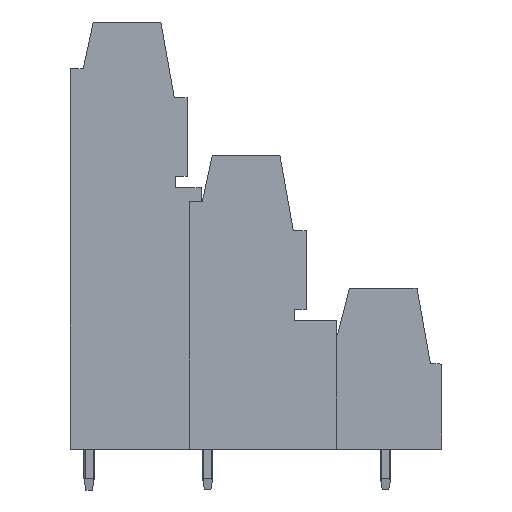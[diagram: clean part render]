
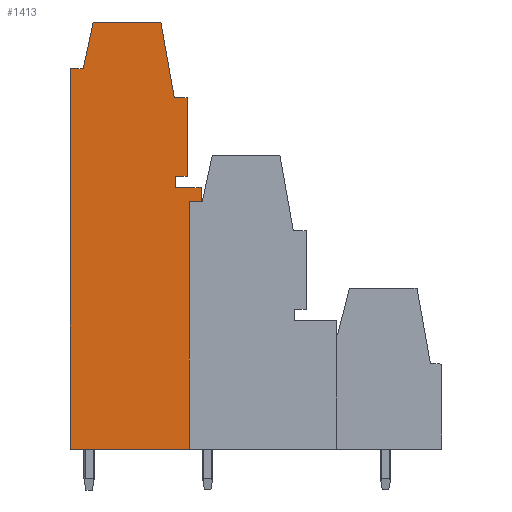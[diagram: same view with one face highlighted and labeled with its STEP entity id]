
A CAD part, left-side view. The second image highlights one B-rep face of the part: STEP entity #1413.
In plain terms, the highlighted planar face has unit normal (-1, 0, 0).
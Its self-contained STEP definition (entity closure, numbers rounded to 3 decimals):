
#1216=AXIS2_PLACEMENT_3D('Plane Axis2P3D',#1213,#1214,#1215) ;
#1101=CARTESIAN_POINT('Vertex',(2.54,20.6,24.7)) ;
#1104=CARTESIAN_POINT('Line Origine',(2.54,21.1,24.7)) ;
#1108=CARTESIAN_POINT('Vertex',(2.54,21.6,24.7)) ;
#1134=CARTESIAN_POINT('Vertex',(2.54,21.6,3.5)) ;
#1137=CARTESIAN_POINT('Line Origine',(2.54,26.7,3.5)) ;
#1141=CARTESIAN_POINT('Vertex',(2.54,31.8,3.5)) ;
#1213=CARTESIAN_POINT('Axis2P3D Location',(2.54,35.177,3.5)) ;
#1317=CARTESIAN_POINT('Line Origine',(2.54,20.6,25.3)) ;
#1321=CARTESIAN_POINT('Vertex',(2.54,20.6,25.9)) ;
#1324=CARTESIAN_POINT('Line Origine',(2.54,21.7,25.9)) ;
#1328=CARTESIAN_POINT('Vertex',(2.54,22.8,25.9)) ;
#1331=CARTESIAN_POINT('Line Origine',(2.54,22.8,26.4)) ;
#1335=CARTESIAN_POINT('Vertex',(2.54,22.8,26.9)) ;
#1338=CARTESIAN_POINT('Line Origine',(2.54,22.3,26.9)) ;
#1342=CARTESIAN_POINT('Vertex',(2.54,21.8,26.9)) ;
#1345=CARTESIAN_POINT('Line Origine',(2.54,21.8,30.25)) ;
#1349=CARTESIAN_POINT('Vertex',(2.54,21.8,33.6)) ;
#1352=CARTESIAN_POINT('Line Origine',(2.54,22.352,33.6)) ;
#1356=CARTESIAN_POINT('Vertex',(2.54,22.904,33.6)) ;
#1359=CARTESIAN_POINT('Line Origine',(2.54,23.477,36.85)) ;
#1363=CARTESIAN_POINT('Vertex',(2.54,24.05,40.1)) ;
#1366=CARTESIAN_POINT('Line Origine',(2.54,26.95,40.1)) ;
#1370=CARTESIAN_POINT('Vertex',(2.54,29.85,40.1)) ;
#1373=CARTESIAN_POINT('Line Origine',(2.54,30.275,38.1)) ;
#1377=CARTESIAN_POINT('Vertex',(2.54,30.7,36.1)) ;
#1380=CARTESIAN_POINT('Line Origine',(2.54,31.25,36.1)) ;
#1384=CARTESIAN_POINT('Vertex',(2.54,31.8,36.1)) ;
#1387=CARTESIAN_POINT('Line Origine',(2.54,31.8,19.8)) ;
#1392=CARTESIAN_POINT('Line Origine',(2.54,21.6,14.1)) ;
#1105=DIRECTION('Vector Direction',(0.,1.,0.)) ;
#1138=DIRECTION('Vector Direction',(0.,-1.,0.)) ;
#1214=DIRECTION('Axis2P3D Direction',(-1.,0.,0.)) ;
#1215=DIRECTION('Axis2P3D XDirection',(0.,-1.,0.)) ;
#1318=DIRECTION('Vector Direction',(0.,0.,1.)) ;
#1325=DIRECTION('Vector Direction',(0.,1.,0.)) ;
#1332=DIRECTION('Vector Direction',(0.,0.,-1.)) ;
#1339=DIRECTION('Vector Direction',(0.,1.,0.)) ;
#1346=DIRECTION('Vector Direction',(0.,0.,-1.)) ;
#1353=DIRECTION('Vector Direction',(0.,-1.,0.)) ;
#1360=DIRECTION('Vector Direction',(0.,-0.174,-0.985)) ;
#1367=DIRECTION('Vector Direction',(0.,-1.,0.)) ;
#1374=DIRECTION('Vector Direction',(0.,-0.208,0.978)) ;
#1381=DIRECTION('Vector Direction',(0.,-1.,0.)) ;
#1388=DIRECTION('Vector Direction',(0.,0.,1.)) ;
#1393=DIRECTION('Vector Direction',(0.,0.,1.)) ;
#1106=VECTOR('Line Direction',#1105,1.) ;
#1139=VECTOR('Line Direction',#1138,1.) ;
#1319=VECTOR('Line Direction',#1318,1.) ;
#1326=VECTOR('Line Direction',#1325,1.) ;
#1333=VECTOR('Line Direction',#1332,1.) ;
#1340=VECTOR('Line Direction',#1339,1.) ;
#1347=VECTOR('Line Direction',#1346,1.) ;
#1354=VECTOR('Line Direction',#1353,1.) ;
#1361=VECTOR('Line Direction',#1360,1.) ;
#1368=VECTOR('Line Direction',#1367,1.) ;
#1375=VECTOR('Line Direction',#1374,1.) ;
#1382=VECTOR('Line Direction',#1381,1.) ;
#1389=VECTOR('Line Direction',#1388,1.) ;
#1394=VECTOR('Line Direction',#1393,1.) ;
#1398=ORIENTED_EDGE('',*,*,#1323,.T.) ;
#1399=ORIENTED_EDGE('',*,*,#1330,.T.) ;
#1400=ORIENTED_EDGE('',*,*,#1337,.F.) ;
#1401=ORIENTED_EDGE('',*,*,#1344,.F.) ;
#1402=ORIENTED_EDGE('',*,*,#1351,.F.) ;
#1403=ORIENTED_EDGE('',*,*,#1358,.F.) ;
#1404=ORIENTED_EDGE('',*,*,#1365,.F.) ;
#1405=ORIENTED_EDGE('',*,*,#1372,.F.) ;
#1406=ORIENTED_EDGE('',*,*,#1379,.F.) ;
#1407=ORIENTED_EDGE('',*,*,#1386,.F.) ;
#1408=ORIENTED_EDGE('',*,*,#1391,.F.) ;
#1409=ORIENTED_EDGE('',*,*,#1143,.T.) ;
#1410=ORIENTED_EDGE('',*,*,#1396,.T.) ;
#1411=ORIENTED_EDGE('',*,*,#1110,.F.) ;
#1413=ADVANCED_FACE('HOUSING',(#1412),#1217,.T.) ;
#1110=EDGE_CURVE('',#1102,#1109,#1107,.T.) ;
#1143=EDGE_CURVE('',#1142,#1135,#1140,.T.) ;
#1323=EDGE_CURVE('',#1102,#1322,#1320,.T.) ;
#1330=EDGE_CURVE('',#1322,#1329,#1327,.T.) ;
#1337=EDGE_CURVE('',#1336,#1329,#1334,.T.) ;
#1344=EDGE_CURVE('',#1343,#1336,#1341,.T.) ;
#1351=EDGE_CURVE('',#1350,#1343,#1348,.T.) ;
#1358=EDGE_CURVE('',#1357,#1350,#1355,.T.) ;
#1365=EDGE_CURVE('',#1364,#1357,#1362,.T.) ;
#1372=EDGE_CURVE('',#1371,#1364,#1369,.T.) ;
#1379=EDGE_CURVE('',#1378,#1371,#1376,.T.) ;
#1386=EDGE_CURVE('',#1385,#1378,#1383,.T.) ;
#1391=EDGE_CURVE('',#1142,#1385,#1390,.T.) ;
#1396=EDGE_CURVE('',#1135,#1109,#1395,.T.) ;
#1397=EDGE_LOOP('',(#1398,#1399,#1400,#1401,#1402,#1403,#1404,#1405,#1406,#1407,#1408,#1409,#1410,#1411)) ;
#1412=FACE_OUTER_BOUND('',#1397,.T.) ;
#1107=LINE('Line',#1104,#1106) ;
#1140=LINE('Line',#1137,#1139) ;
#1320=LINE('Line',#1317,#1319) ;
#1327=LINE('Line',#1324,#1326) ;
#1334=LINE('Line',#1331,#1333) ;
#1341=LINE('Line',#1338,#1340) ;
#1348=LINE('Line',#1345,#1347) ;
#1355=LINE('Line',#1352,#1354) ;
#1362=LINE('Line',#1359,#1361) ;
#1369=LINE('Line',#1366,#1368) ;
#1376=LINE('Line',#1373,#1375) ;
#1383=LINE('Line',#1380,#1382) ;
#1390=LINE('Line',#1387,#1389) ;
#1395=LINE('Line',#1392,#1394) ;
#1217=PLANE('',#1216) ;
#1102=VERTEX_POINT('',#1101) ;
#1109=VERTEX_POINT('',#1108) ;
#1135=VERTEX_POINT('',#1134) ;
#1142=VERTEX_POINT('',#1141) ;
#1322=VERTEX_POINT('',#1321) ;
#1329=VERTEX_POINT('',#1328) ;
#1336=VERTEX_POINT('',#1335) ;
#1343=VERTEX_POINT('',#1342) ;
#1350=VERTEX_POINT('',#1349) ;
#1357=VERTEX_POINT('',#1356) ;
#1364=VERTEX_POINT('',#1363) ;
#1371=VERTEX_POINT('',#1370) ;
#1378=VERTEX_POINT('',#1377) ;
#1385=VERTEX_POINT('',#1384) ;
